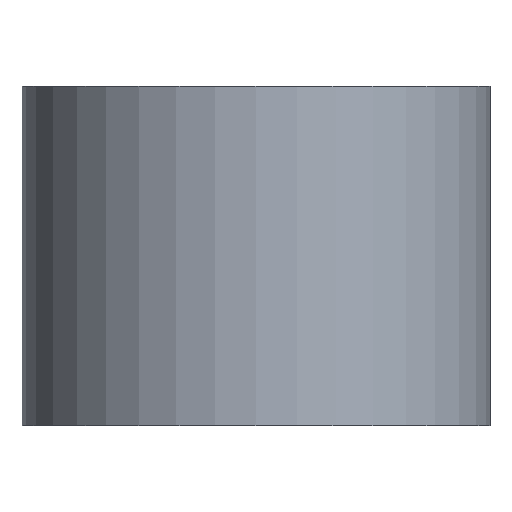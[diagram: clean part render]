
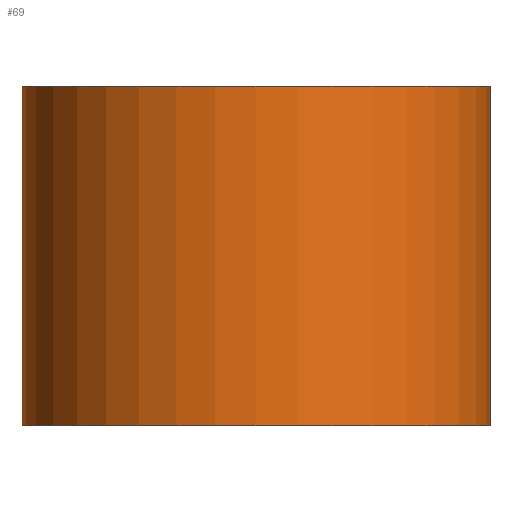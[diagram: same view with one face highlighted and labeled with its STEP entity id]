
A CAD part, front view. The second image highlights one B-rep face of the part: STEP entity #69.
In plain terms, the highlighted cylindrical face has radius 13.119 mm (diameter 26.238 mm), a partial arc.
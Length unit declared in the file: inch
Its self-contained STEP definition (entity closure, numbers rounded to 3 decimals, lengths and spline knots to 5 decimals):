
#24 = CARTESIAN_POINT ( 'NONE',  ( -0.048, -1.437, 0.375 ) ) ;
#31 = ORIENTED_EDGE ( 'NONE', *, *, #392, .T. ) ;
#67 = DIRECTION ( 'NONE',  ( 0., 0., -1. ) ) ;
#69 = ADVANCED_FACE ( 'NONE', ( #268 ), #334, .T. ) ;
#82 = CIRCLE ( 'NONE', #258, 0.5165 ) ;
#87 = DIRECTION ( 'NONE',  ( 0., 0., -1. ) ) ;
#161 = ORIENTED_EDGE ( 'NONE', *, *, #267, .F. ) ;
#175 = LINE ( 'NONE', #24, #475 ) ;
#180 = CIRCLE ( 'NONE', #205, 0.5165 ) ;
#200 = CARTESIAN_POINT ( 'NONE',  ( 0.4685, -0.9205, 0.375 ) ) ;
#205 = AXIS2_PLACEMENT_3D ( 'NONE', #440, #478, #445 ) ;
#214 = VERTEX_POINT ( 'NONE', #200 ) ;
#248 = DIRECTION ( 'NONE',  ( 0., 0., -1. ) ) ;
#258 = AXIS2_PLACEMENT_3D ( 'NONE', #327, #87, #373 ) ;
#267 = EDGE_CURVE ( 'NONE', #214, #414, #417, .T. ) ;
#268 = FACE_OUTER_BOUND ( 'NONE', #525, .T. ) ;
#280 = CARTESIAN_POINT ( 'NONE',  ( -0.048, -1.437, 0.375 ) ) ;
#294 = VECTOR ( 'NONE', #449, 39.37008 ) ;
#298 = AXIS2_PLACEMENT_3D ( 'NONE', #325, #248, #343 ) ;
#305 = EDGE_CURVE ( 'NONE', #214, #400, #180, .T. ) ;
#325 = CARTESIAN_POINT ( 'NONE',  ( 0.4685, -1.437, 0.375 ) ) ;
#327 = CARTESIAN_POINT ( 'NONE',  ( 0.4685, -1.437, -0.375 ) ) ;
#334 = CYLINDRICAL_SURFACE ( 'NONE', #298, 0.5165 ) ;
#343 = DIRECTION ( 'NONE',  ( -1., 0., 0. ) ) ;
#355 = CARTESIAN_POINT ( 'NONE',  ( 0.4685, -0.9205, -0.375 ) ) ;
#367 = CARTESIAN_POINT ( 'NONE',  ( -0.048, -1.437, -0.375 ) ) ;
#373 = DIRECTION ( 'NONE',  ( 1., 0., 0. ) ) ;
#392 = EDGE_CURVE ( 'NONE', #400, #418, #175, .T. ) ;
#400 = VERTEX_POINT ( 'NONE', #280 ) ;
#414 = VERTEX_POINT ( 'NONE', #355 ) ;
#417 = LINE ( 'NONE', #420, #294 ) ;
#418 = VERTEX_POINT ( 'NONE', #367 ) ;
#420 = CARTESIAN_POINT ( 'NONE',  ( 0.4685, -0.9205, 0.375 ) ) ;
#440 = CARTESIAN_POINT ( 'NONE',  ( 0.4685, -1.437, 0.375 ) ) ;
#445 = DIRECTION ( 'NONE',  ( 1., 0., 0. ) ) ;
#449 = DIRECTION ( 'NONE',  ( 0., 0., -1. ) ) ;
#475 = VECTOR ( 'NONE', #67, 39.37008 ) ;
#478 = DIRECTION ( 'NONE',  ( 0., 0., -1. ) ) ;
#521 = ORIENTED_EDGE ( 'NONE', *, *, #305, .T. ) ;
#525 = EDGE_LOOP ( 'NONE', ( #555, #161, #521, #31 ) ) ;
#544 = EDGE_CURVE ( 'NONE', #414, #418, #82, .T. ) ;
#555 = ORIENTED_EDGE ( 'NONE', *, *, #544, .F. ) ;
